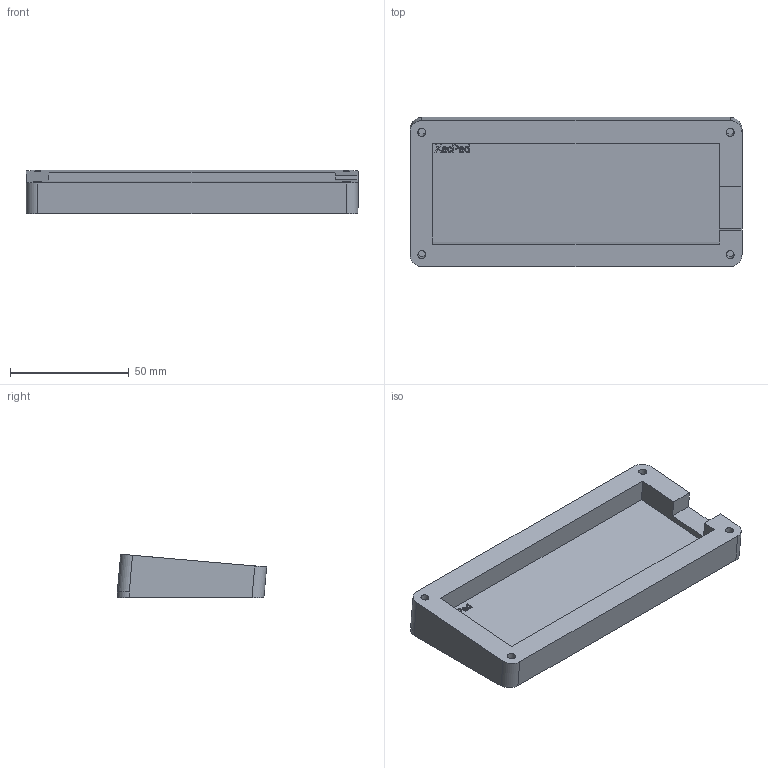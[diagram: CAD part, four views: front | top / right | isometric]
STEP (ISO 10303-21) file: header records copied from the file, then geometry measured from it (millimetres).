
FILE_DESCRIPTION(/* description */ (''),/* implementation_level */ '2;1');
FILE_NAME(/* name */ 'XacPad bottom case.step',/* time_stamp */ '2025-12-24T11:47:01+01:00',/* author */ (''),/* organization */ (''),/* preprocessor_version */ 'ST-DEVELOPER v20.1',/* originating_system */ 'Autodesk Translation Framework v14.21.0.0',/* authorisation */ '');
FILE_SCHEMA (('AUTOMOTIVE_DESIGN { 1 0 10303 214 3 1 1 }'));
Length unit declared in the file: millimetre
Products named in the file (2): XacPad (1); XacPad
Assembly tree (1 placements, depth 2):
  XacPad (1)
    XacPad
Bounding box: 139.6 x 62.73 x 18.32 mm (x, y, z)
Volume: 81176.3 mm3; surface area: 27290.2 mm2
Topology: 1 solids, 1 shells, 200 faces, 534 edges, 354 vertices
Faces by surface type: bspline 115, plane 68, cylinder 15, sphere 2
Full cylindrical faces by diameter (mm): 3.4 x4, 6 x4
Entity records: 7323 total; most frequent: CARTESIAN_POINT 3046, ORIENTED_EDGE 1068, EDGE_CURVE 534, DIRECTION 510, VERTEX_POINT 354, LINE 274, VECTOR 274, B_SPLINE_CURVE_WITH_KNOTS 230
